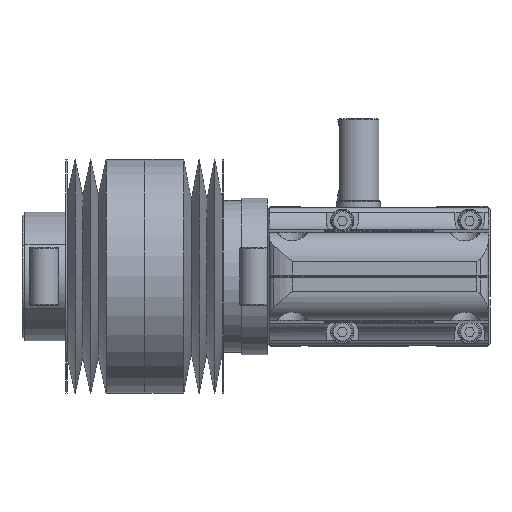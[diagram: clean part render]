
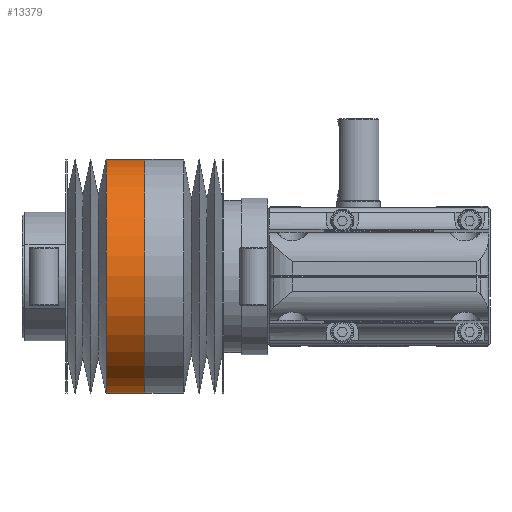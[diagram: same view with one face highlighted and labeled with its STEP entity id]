
A CAD part, left-side view. The second image highlights one B-rep face of the part: STEP entity #13379.
In plain terms, the highlighted cylindrical face has radius 40 mm (diameter 80 mm), a full revolution.
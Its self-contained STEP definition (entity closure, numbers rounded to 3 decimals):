
#430=CYLINDRICAL_SURFACE('',#14357,40.);
#2920=ORIENTED_EDGE('',*,*,#6674,.F.);
#2921=ORIENTED_EDGE('',*,*,#6673,.T.);
#6673=EDGE_CURVE('',#8556,#8556,#9882,.T.);
#6674=EDGE_CURVE('',#8557,#8557,#9883,.T.);
#8556=VERTEX_POINT('',#20048);
#8557=VERTEX_POINT('',#20051);
#9882=CIRCLE('',#14356,40.);
#9883=CIRCLE('',#14358,40.);
#10513=EDGE_LOOP('',(#2920));
#10514=EDGE_LOOP('',(#2921));
#11717=FACE_BOUND('',#10513,.T.);
#11718=FACE_BOUND('',#10514,.T.);
#13379=ADVANCED_FACE('',(#11717,#11718),#430,.T.);
#14356=AXIS2_PLACEMENT_3D('',#20047,#15955,#15956);
#14357=AXIS2_PLACEMENT_3D('',#20049,#15957,#15958);
#14358=AXIS2_PLACEMENT_3D('',#20050,#15959,#15960);
#15955=DIRECTION('',(1.,0.,0.));
#15956=DIRECTION('',(0.,0.,-1.));
#15957=DIRECTION('',(1.,0.,0.));
#15958=DIRECTION('',(0.,0.,-1.));
#15959=DIRECTION('',(1.,0.,0.));
#15960=DIRECTION('',(0.,0.,-1.));
#20047=CARTESIAN_POINT('',(28.75,0.,0.));
#20048=CARTESIAN_POINT('',(28.75,0.,-40.));
#20049=CARTESIAN_POINT('',(42.,0.,0.));
#20050=CARTESIAN_POINT('',(42.,0.,0.));
#20051=CARTESIAN_POINT('',(42.,0.,-40.));
